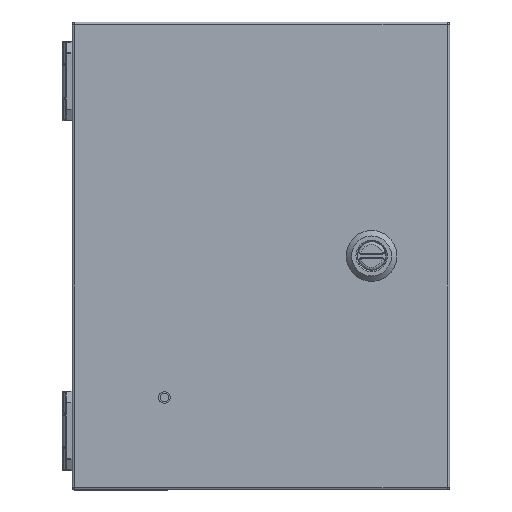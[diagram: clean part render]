
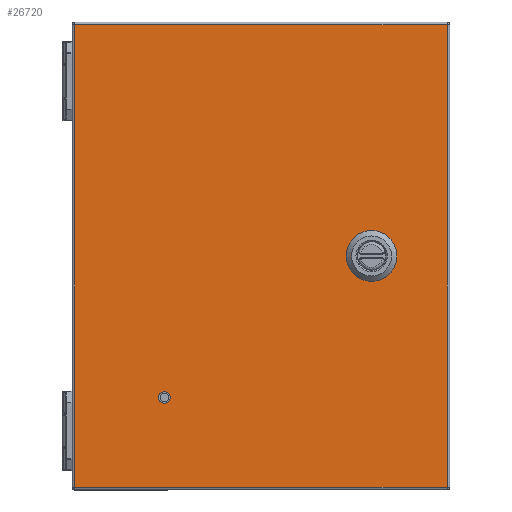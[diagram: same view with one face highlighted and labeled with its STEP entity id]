
A CAD part, top view. The second image highlights one B-rep face of the part: STEP entity #26720.
In plain terms, the highlighted planar face has unit normal (0, 0, 1).
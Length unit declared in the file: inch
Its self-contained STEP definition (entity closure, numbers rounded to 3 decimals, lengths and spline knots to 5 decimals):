
#401 = DIRECTION ( 'NONE',  ( -1., 0., 0. ) ) ;
#2488 = EDGE_CURVE ( 'NONE', #130595, #129047, #107583, .T. ) ;
#2556 = DIRECTION ( 'NONE',  ( 0., -1., 0. ) ) ;
#4220 = DIRECTION ( 'NONE',  ( 0., 1., 0. ) ) ;
#6281 = VECTOR ( 'NONE', #24725, 39.37008 ) ;
#6507 = CIRCLE ( 'NONE', #135099, 0.443 ) ;
#6914 = VERTEX_POINT ( 'NONE', #143463 ) ;
#11042 = EDGE_CURVE ( 'NONE', #47220, #6914, #21091, .T. ) ;
#11082 = AXIS2_PLACEMENT_3D ( 'NONE', #63994, #24647, #135912 ) ;
#11513 = CARTESIAN_POINT ( 'NONE',  ( -4.1102, -5.1275, 6.107 ) ) ;
#11550 = CARTESIAN_POINT ( 'NONE',  ( 2.472, 0., 6.107 ) ) ;
#14119 = EDGE_CURVE ( 'NONE', #23637, #48016, #107398, .T. ) ;
#16375 = VERTEX_POINT ( 'NONE', #104273 ) ;
#21091 = CIRCLE ( 'NONE', #51195, 0.443 ) ;
#22525 = CARTESIAN_POINT ( 'NONE',  ( 2.868, 0.0001, 6.107 ) ) ;
#23027 = CARTESIAN_POINT ( 'NONE',  ( -4.1102, -5.1875, 6.107 ) ) ;
#23637 = VERTEX_POINT ( 'NONE', #144028 ) ;
#24647 = DIRECTION ( 'NONE',  ( 0., 0., 1. ) ) ;
#24725 = DIRECTION ( 'NONE',  ( 1., 0., 0. ) ) ;
#26720 = ADVANCED_FACE ( 'NONE', ( #49844, #84497, #147004 ), #123252, .T. ) ;
#26723 = CARTESIAN_POINT ( 'NONE',  ( 2.472, 0., 6.107 ) ) ;
#27840 = ORIENTED_EDGE ( 'NONE', *, *, #87144, .F. ) ;
#28746 = LINE ( 'NONE', #99604, #63163 ) ;
#29309 = CARTESIAN_POINT ( 'NONE',  ( 2.27342, -0.396, 6.107 ) ) ;
#33739 = ORIENTED_EDGE ( 'NONE', *, *, #148847, .T. ) ;
#35909 = CIRCLE ( 'NONE', #139253, 0.443 ) ;
#36720 = CARTESIAN_POINT ( 'NONE',  ( 4.205, -5.1275, 6.107 ) ) ;
#37140 = CARTESIAN_POINT ( 'NONE',  ( -2.21875, -3.1395, 6.107 ) ) ;
#37752 = EDGE_CURVE ( 'NONE', #64650, #64650, #109327, .T. ) ;
#40142 = EDGE_CURVE ( 'NONE', #143697, #47220, #131317, .T. ) ;
#42797 = ORIENTED_EDGE ( 'NONE', *, *, #61206, .F. ) ;
#47220 = VERTEX_POINT ( 'NONE', #153792 ) ;
#48016 = VERTEX_POINT ( 'NONE', #11513 ) ;
#48054 = ORIENTED_EDGE ( 'NONE', *, *, #40142, .F. ) ;
#49056 = CARTESIAN_POINT ( 'NONE',  ( 2.472, 0., 6.107 ) ) ;
#49717 = ORIENTED_EDGE ( 'NONE', *, *, #2488, .F. ) ;
#49844 = FACE_BOUND ( 'NONE', #85892, .T. ) ;
#51195 = AXIS2_PLACEMENT_3D ( 'NONE', #11550, #83225, #401 ) ;
#53752 = AXIS2_PLACEMENT_3D ( 'NONE', #57758, #91668, #105895 ) ;
#55909 = AXIS2_PLACEMENT_3D ( 'NONE', #118129, #58913, #80166 ) ;
#55915 = ORIENTED_EDGE ( 'NONE', *, *, #124771, .F. ) ;
#56472 = VECTOR ( 'NONE', #2556, 39.37008 ) ;
#57208 = CARTESIAN_POINT ( 'NONE',  ( 2.27342, 0.396, 6.107 ) ) ;
#57742 = EDGE_CURVE ( 'NONE', #16375, #23637, #135676, .T. ) ;
#57758 = CARTESIAN_POINT ( 'NONE',  ( -2.1222, -3.1395, 6.107 ) ) ;
#58810 = VERTEX_POINT ( 'NONE', #93615 ) ;
#58913 = DIRECTION ( 'NONE',  ( 0., 0., 1. ) ) ;
#61206 = EDGE_CURVE ( 'NONE', #58810, #143697, #6507, .T. ) ;
#62513 = LINE ( 'NONE', #110666, #56472 ) ;
#62666 = ORIENTED_EDGE ( 'NONE', *, *, #14119, .T. ) ;
#63163 = VECTOR ( 'NONE', #4220, 39.37008 ) ;
#63994 = CARTESIAN_POINT ( 'NONE',  ( 1.0173, 0.0001, 6.107 ) ) ;
#64650 = VERTEX_POINT ( 'NONE', #37140 ) ;
#68128 = CARTESIAN_POINT ( 'NONE',  ( 2.67058, 0.396, 6.107 ) ) ;
#68147 = VECTOR ( 'NONE', #71867, 39.37008 ) ;
#70084 = ORIENTED_EDGE ( 'NONE', *, *, #129071, .F. ) ;
#71867 = DIRECTION ( 'NONE',  ( 0., -1., 0. ) ) ;
#75970 = LINE ( 'NONE', #36720, #89204 ) ;
#78866 = VERTEX_POINT ( 'NONE', #145875 ) ;
#80166 = DIRECTION ( 'NONE',  ( -1., 0., 0. ) ) ;
#82381 = LINE ( 'NONE', #22525, #95023 ) ;
#83225 = DIRECTION ( 'NONE',  ( 0., 0., 1. ) ) ;
#84497 = FACE_BOUND ( 'NONE', #123772, .T. ) ;
#84669 = EDGE_CURVE ( 'NONE', #121357, #16375, #28746, .T. ) ;
#85892 = EDGE_LOOP ( 'NONE', ( #123917, #49717, #27840, #70084, #148674, #48054, #42797, #55915 ) ) ;
#87144 = EDGE_CURVE ( 'NONE', #135867, #130595, #35909, .T. ) ;
#89204 = VECTOR ( 'NONE', #99641, 39.37008 ) ;
#90163 = ORIENTED_EDGE ( 'NONE', *, *, #37752, .F. ) ;
#90423 = VECTOR ( 'NONE', #132156, 39.37008 ) ;
#91668 = DIRECTION ( 'NONE',  ( 0., 0., 1. ) ) ;
#93615 = CARTESIAN_POINT ( 'NONE',  ( 2.076, -0.19858, 6.107 ) ) ;
#95023 = VECTOR ( 'NONE', #107691, 39.37008 ) ;
#97094 = DIRECTION ( 'NONE',  ( -1., 0., 0. ) ) ;
#99530 = ORIENTED_EDGE ( 'NONE', *, *, #57742, .T. ) ;
#99604 = CARTESIAN_POINT ( 'NONE',  ( 4.145, 5.1877, 6.107 ) ) ;
#99641 = DIRECTION ( 'NONE',  ( 1., 0., 0. ) ) ;
#99966 = DIRECTION ( 'NONE',  ( -1., 0., 0. ) ) ;
#103479 = CARTESIAN_POINT ( 'NONE',  ( 2.868, 0.19858, 6.107 ) ) ;
#103891 = CIRCLE ( 'NONE', #55909, 0.443 ) ;
#104273 = CARTESIAN_POINT ( 'NONE',  ( 4.145, 5.1277, 6.107 ) ) ;
#105895 = DIRECTION ( 'NONE',  ( -1., 0., 0. ) ) ;
#107398 = LINE ( 'NONE', #23027, #68147 ) ;
#107583 = LINE ( 'NONE', #131363, #90423 ) ;
#107691 = DIRECTION ( 'NONE',  ( 0., 1., 0. ) ) ;
#109327 = CIRCLE ( 'NONE', #53752, 0.09655 ) ;
#109573 = CARTESIAN_POINT ( 'NONE',  ( -4.1702, 5.1277, 6.107 ) ) ;
#110666 = CARTESIAN_POINT ( 'NONE',  ( 2.076, 0.0001, 6.107 ) ) ;
#118129 = CARTESIAN_POINT ( 'NONE',  ( 2.472, 0., 6.107 ) ) ;
#120015 = ORIENTED_EDGE ( 'NONE', *, *, #84669, .T. ) ;
#121357 = VERTEX_POINT ( 'NONE', #132311 ) ;
#121933 = EDGE_LOOP ( 'NONE', ( #33739, #120015, #99530, #62666 ) ) ;
#123252 = PLANE ( 'NONE',  #11082 ) ;
#123772 = EDGE_LOOP ( 'NONE', ( #90163 ) ) ;
#123917 = ORIENTED_EDGE ( 'NONE', *, *, #147048, .F. ) ;
#124771 = EDGE_CURVE ( 'NONE', #78866, #58810, #62513, .T. ) ;
#129047 = VERTEX_POINT ( 'NONE', #57208 ) ;
#129071 = EDGE_CURVE ( 'NONE', #6914, #135867, #82381, .T. ) ;
#130595 = VERTEX_POINT ( 'NONE', #68128 ) ;
#131317 = LINE ( 'NONE', #146265, #6281 ) ;
#131363 = CARTESIAN_POINT ( 'NONE',  ( 1.0173, 0.396, 6.107 ) ) ;
#132156 = DIRECTION ( 'NONE',  ( -1., 0., 0. ) ) ;
#132311 = CARTESIAN_POINT ( 'NONE',  ( 4.145, -5.1275, 6.107 ) ) ;
#133575 = DIRECTION ( 'NONE',  ( 0., 0., 1. ) ) ;
#134873 = DIRECTION ( 'NONE',  ( 0., 0., 1. ) ) ;
#135099 = AXIS2_PLACEMENT_3D ( 'NONE', #26723, #134873, #136430 ) ;
#135676 = LINE ( 'NONE', #109573, #149476 ) ;
#135867 = VERTEX_POINT ( 'NONE', #103479 ) ;
#135912 = DIRECTION ( 'NONE',  ( -1., 0., 0. ) ) ;
#136430 = DIRECTION ( 'NONE',  ( -1., 0., 0. ) ) ;
#139253 = AXIS2_PLACEMENT_3D ( 'NONE', #49056, #133575, #97094 ) ;
#143463 = CARTESIAN_POINT ( 'NONE',  ( 2.868, -0.19858, 6.107 ) ) ;
#143697 = VERTEX_POINT ( 'NONE', #29309 ) ;
#144028 = CARTESIAN_POINT ( 'NONE',  ( -4.1102, 5.1277, 6.107 ) ) ;
#145875 = CARTESIAN_POINT ( 'NONE',  ( 2.076, 0.19858, 6.107 ) ) ;
#146265 = CARTESIAN_POINT ( 'NONE',  ( 1.0173, -0.396, 6.107 ) ) ;
#147004 = FACE_OUTER_BOUND ( 'NONE', #121933, .T. ) ;
#147048 = EDGE_CURVE ( 'NONE', #129047, #78866, #103891, .T. ) ;
#148674 = ORIENTED_EDGE ( 'NONE', *, *, #11042, .F. ) ;
#148847 = EDGE_CURVE ( 'NONE', #48016, #121357, #75970, .T. ) ;
#149476 = VECTOR ( 'NONE', #99966, 39.37008 ) ;
#153792 = CARTESIAN_POINT ( 'NONE',  ( 2.67058, -0.396, 6.107 ) ) ;
